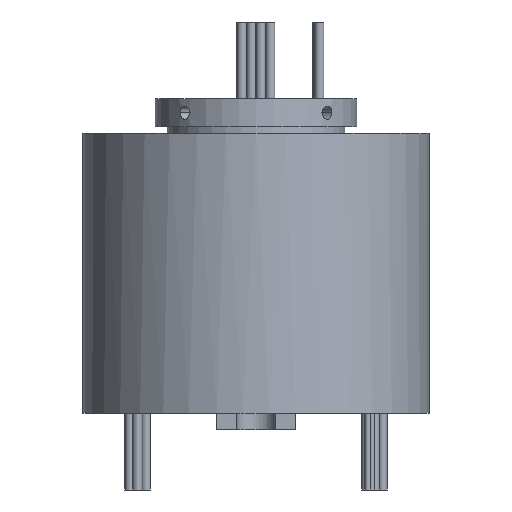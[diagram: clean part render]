
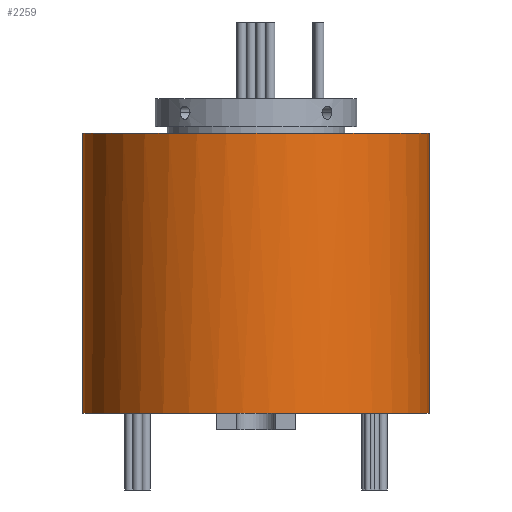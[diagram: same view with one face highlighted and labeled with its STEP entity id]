
A CAD part, front view. The second image highlights one B-rep face of the part: STEP entity #2259.
In plain terms, the highlighted cylindrical face has radius 43 mm (diameter 86 mm), a partial arc.
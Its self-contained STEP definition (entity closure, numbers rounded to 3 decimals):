
#139 = EDGE_CURVE ( 'NONE', #2450, #1254, #959, .T. ) ;
#259 = DIRECTION ( 'NONE',  ( 0., 0., 1. ) ) ;
#270 = DIRECTION ( 'NONE',  ( 0., 0., 1. ) ) ;
#312 = DIRECTION ( 'NONE',  ( 0., 0., 1. ) ) ;
#313 = EDGE_CURVE ( 'NONE', #3321, #2450, #2663, .T. ) ;
#361 = CIRCLE ( 'NONE', #4063, 43. ) ;
#694 = CARTESIAN_POINT ( 'NONE',  ( 0., 0., -8.6 ) ) ;
#736 = VECTOR ( 'NONE', #3797, 1000. ) ;
#748 = LINE ( 'NONE', #3214, #3164 ) ;
#833 = CARTESIAN_POINT ( 'NONE',  ( -43., 0., -78.1 ) ) ;
#837 = DIRECTION ( 'NONE',  ( 0., 0., 1. ) ) ;
#910 = CIRCLE ( 'NONE', #2323, 43. ) ;
#959 = CIRCLE ( 'NONE', #3209, 43. ) ;
#1003 = DIRECTION ( 'NONE',  ( 1., 0., 0. ) ) ;
#1254 = VERTEX_POINT ( 'NONE', #3665 ) ;
#1531 = EDGE_LOOP ( 'NONE', ( #1617, #1619, #1625, #1636, #1643, #1654 ) ) ;
#1556 = VERTEX_POINT ( 'NONE', #3280 ) ;
#1583 = CARTESIAN_POINT ( 'NONE',  ( 43., 0., -78.1 ) ) ;
#1617 = ORIENTED_EDGE ( 'NONE', *, *, #313, .F. ) ;
#1619 = ORIENTED_EDGE ( 'NONE', *, *, #3585, .T. ) ;
#1625 = ORIENTED_EDGE ( 'NONE', *, *, #3559, .T. ) ;
#1636 = ORIENTED_EDGE ( 'NONE', *, *, #3896, .T. ) ;
#1643 = ORIENTED_EDGE ( 'NONE', *, *, #3229, .T. ) ;
#1654 = ORIENTED_EDGE ( 'NONE', *, *, #139, .F. ) ;
#1828 = CARTESIAN_POINT ( 'NONE',  ( -9.75, -41.88, -78.1 ) ) ;
#1939 = CARTESIAN_POINT ( 'NONE',  ( -43., 0., 29.304 ) ) ;
#1956 = DIRECTION ( 'NONE',  ( 0., 0., 1. ) ) ;
#2058 = CYLINDRICAL_SURFACE ( 'NONE', #2459, 43. ) ;
#2259 = ADVANCED_FACE ( 'NONE', ( #3993 ), #2058, .T. ) ;
#2323 = AXIS2_PLACEMENT_3D ( 'NONE', #3802, #1956, #4074 ) ;
#2410 = CARTESIAN_POINT ( 'NONE',  ( 0., 0., -78.1 ) ) ;
#2423 = CARTESIAN_POINT ( 'NONE',  ( 0., 0., -78.1 ) ) ;
#2438 = VERTEX_POINT ( 'NONE', #1828 ) ;
#2450 = VERTEX_POINT ( 'NONE', #3390 ) ;
#2459 = AXIS2_PLACEMENT_3D ( 'NONE', #4190, #2784, #2776 ) ;
#2663 = LINE ( 'NONE', #1939, #736 ) ;
#2745 = DIRECTION ( 'NONE',  ( 1., 0., 0. ) ) ;
#2762 = DIRECTION ( 'NONE',  ( 1., 0., 0. ) ) ;
#2776 = DIRECTION ( 'NONE',  ( 1., 0., 0. ) ) ;
#2784 = DIRECTION ( 'NONE',  ( 0., 0., 1. ) ) ;
#2953 = AXIS2_PLACEMENT_3D ( 'NONE', #2410, #259, #2745 ) ;
#3164 = VECTOR ( 'NONE', #837, 1000. ) ;
#3203 = CIRCLE ( 'NONE', #2953, 43. ) ;
#3209 = AXIS2_PLACEMENT_3D ( 'NONE', #694, #312, #1003 ) ;
#3214 = CARTESIAN_POINT ( 'NONE',  ( 43., 0., 29.304 ) ) ;
#3229 = EDGE_CURVE ( 'NONE', #3368, #1254, #748, .T. ) ;
#3280 = CARTESIAN_POINT ( 'NONE',  ( 9.75, -41.88, -78.1 ) ) ;
#3321 = VERTEX_POINT ( 'NONE', #833 ) ;
#3368 = VERTEX_POINT ( 'NONE', #1583 ) ;
#3390 = CARTESIAN_POINT ( 'NONE',  ( -43., 0., -8.6 ) ) ;
#3559 = EDGE_CURVE ( 'NONE', #2438, #1556, #3203, .T. ) ;
#3585 = EDGE_CURVE ( 'NONE', #3321, #2438, #361, .T. ) ;
#3665 = CARTESIAN_POINT ( 'NONE',  ( 43., 0., -8.6 ) ) ;
#3797 = DIRECTION ( 'NONE',  ( 0., 0., 1. ) ) ;
#3802 = CARTESIAN_POINT ( 'NONE',  ( 0., 0., -78.1 ) ) ;
#3896 = EDGE_CURVE ( 'NONE', #1556, #3368, #910, .T. ) ;
#3993 = FACE_OUTER_BOUND ( 'NONE', #1531, .T. ) ;
#4063 = AXIS2_PLACEMENT_3D ( 'NONE', #2423, #270, #2762 ) ;
#4074 = DIRECTION ( 'NONE',  ( 1., 0., 0. ) ) ;
#4190 = CARTESIAN_POINT ( 'NONE',  ( 0., 0., 29.304 ) ) ;
